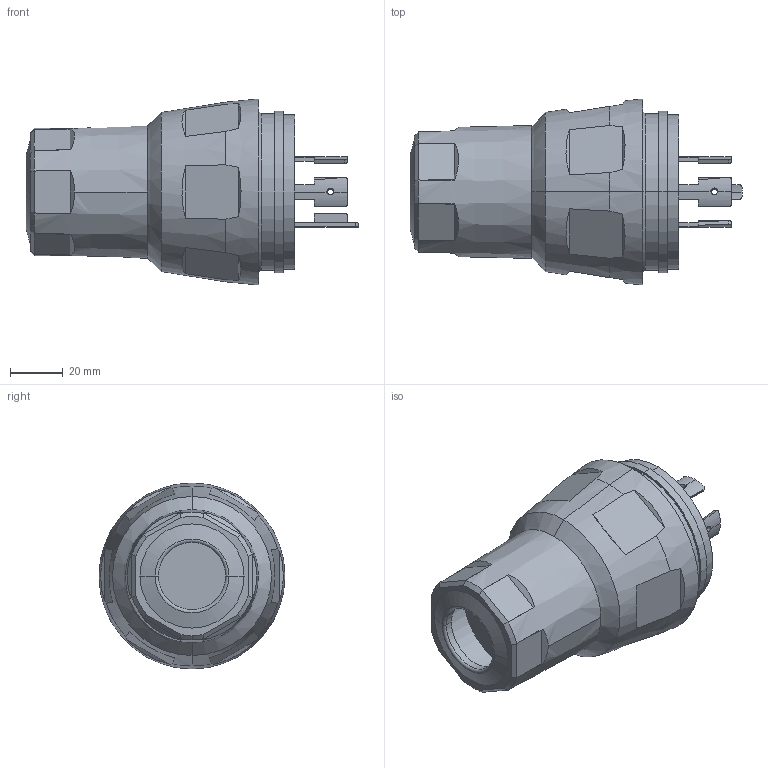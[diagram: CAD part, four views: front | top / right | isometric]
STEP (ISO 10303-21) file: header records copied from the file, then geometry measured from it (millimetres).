
FILE_DESCRIPTION (( 'STEP AP214' ), '1' );
FILE_NAME ('BRY28W75.step', '2016-08-29T18:36:04', ( '' ), ( '' ), 'SwSTEP 2.0', 'SolidWorks 2016', '' );
FILE_SCHEMA (( 'AUTOMOTIVE_DESIGN' ));
Length unit declared in the file: millimetre
Products named in the file (1): BRY28W75
Bounding box: 125.67 x 70.4 x 70.4 mm (x, y, z)
Volume: 239118.5 mm3; surface area: 44945.7 mm2
Topology: 8 solids, 8 shells, 201 faces, 553 edges, 364 vertices
Faces by surface type: plane 116, cylinder 62, cone 21, torus 2
Entity records: 7463 total; most frequent: CARTESIAN_POINT 1903, ORIENTED_EDGE 1106, DIRECTION 965, EDGE_CURVE 553, VERTEX_POINT 364, AXIS2_PLACEMENT_3D 358, LINE 249, VECTOR 249
